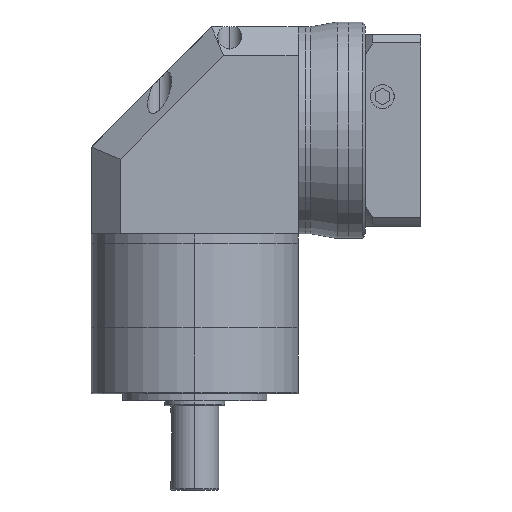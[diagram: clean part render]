
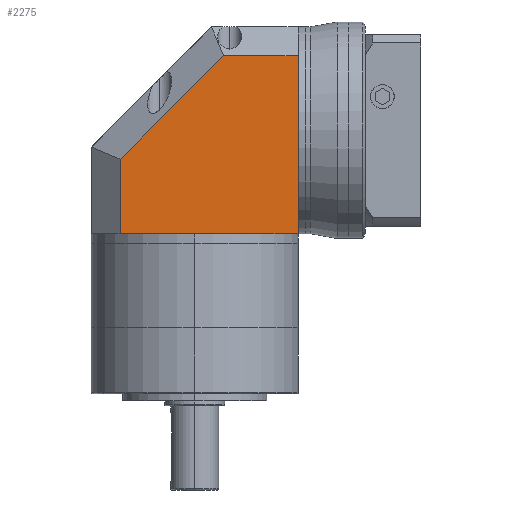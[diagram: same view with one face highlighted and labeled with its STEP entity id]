
A CAD part, left-side view. The second image highlights one B-rep face of the part: STEP entity #2275.
In plain terms, the highlighted planar face has unit normal (-1, 0, 0).
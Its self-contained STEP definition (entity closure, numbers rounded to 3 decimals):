
#3 = VERTEX_POINT ( 'NONE', #5528 ) ;
#162 = LINE ( 'NONE', #8062, #8217 ) ;
#308 = VERTEX_POINT ( 'NONE', #1023 ) ;
#714 = CARTESIAN_POINT ( 'NONE',  ( -43., -43., 86. ) ) ;
#869 = LINE ( 'NONE', #8257, #2488 ) ;
#980 = DIRECTION ( 'NONE',  ( 0., 0., -1. ) ) ;
#1023 = CARTESIAN_POINT ( 'NONE',  ( -43., -11.971, 74. ) ) ;
#1077 = DIRECTION ( 'NONE',  ( 1., 0., 0. ) ) ;
#1091 = EDGE_CURVE ( 'NONE', #308, #7331, #5708, .T. ) ;
#1257 = CARTESIAN_POINT ( 'NONE',  ( -43., -43., 0. ) ) ;
#1509 = DIRECTION ( 'NONE',  ( 0., 0., -1. ) ) ;
#1893 = LINE ( 'NONE', #714, #3755 ) ;
#2275 = ADVANCED_FACE ( 'NONE', ( #5501 ), #6355, .F. ) ;
#2314 = CARTESIAN_POINT ( 'NONE',  ( -43., 0., 0. ) ) ;
#2488 = VECTOR ( 'NONE', #9033, 1000. ) ;
#2745 = EDGE_CURVE ( 'NONE', #3784, #5037, #162, .T. ) ;
#2786 = VECTOR ( 'NONE', #9961, 1000. ) ;
#2897 = CARTESIAN_POINT ( 'NONE',  ( -43., -43., 43. ) ) ;
#3468 = ORIENTED_EDGE ( 'NONE', *, *, #7945, .F. ) ;
#3755 = VECTOR ( 'NONE', #1509, 1000. ) ;
#3766 = CARTESIAN_POINT ( 'NONE',  ( -43., 31., 31.029 ) ) ;
#3784 = VERTEX_POINT ( 'NONE', #2314 ) ;
#3868 = VECTOR ( 'NONE', #5781, 1000. ) ;
#4412 = EDGE_CURVE ( 'NONE', #3, #308, #869, .T. ) ;
#4743 = AXIS2_PLACEMENT_3D ( 'NONE', #6277, #1077, #980 ) ;
#4750 = VERTEX_POINT ( 'NONE', #9493 ) ;
#4893 = VECTOR ( 'NONE', #8660, 1000. ) ;
#5037 = VERTEX_POINT ( 'NONE', #1257 ) ;
#5038 = EDGE_LOOP ( 'NONE', ( #5144, #5319, #9052, #7134, #3468, #6161, #6525 ) ) ;
#5144 = ORIENTED_EDGE ( 'NONE', *, *, #1091, .T. ) ;
#5319 = ORIENTED_EDGE ( 'NONE', *, *, #6289, .T. ) ;
#5501 = FACE_OUTER_BOUND ( 'NONE', #5038, .T. ) ;
#5528 = CARTESIAN_POINT ( 'NONE',  ( -43., -43., 74. ) ) ;
#5708 = LINE ( 'NONE', #5783, #3868 ) ;
#5781 = DIRECTION ( 'NONE',  ( 0., 0.707, -0.707 ) ) ;
#5783 = CARTESIAN_POINT ( 'NONE',  ( -43., 34.515, 27.515 ) ) ;
#6161 = ORIENTED_EDGE ( 'NONE', *, *, #9289, .F. ) ;
#6185 = CARTESIAN_POINT ( 'NONE',  ( -43., -43., 0. ) ) ;
#6277 = CARTESIAN_POINT ( 'NONE',  ( -43., -43., 86. ) ) ;
#6289 = EDGE_CURVE ( 'NONE', #7331, #4750, #6926, .T. ) ;
#6355 = PLANE ( 'NONE',  #4743 ) ;
#6525 = ORIENTED_EDGE ( 'NONE', *, *, #4412, .T. ) ;
#6926 = LINE ( 'NONE', #9434, #4893 ) ;
#6955 = DIRECTION ( 'NONE',  ( 0., -1., 0. ) ) ;
#7134 = ORIENTED_EDGE ( 'NONE', *, *, #2745, .T. ) ;
#7331 = VERTEX_POINT ( 'NONE', #3766 ) ;
#7351 = EDGE_CURVE ( 'NONE', #4750, #3784, #8857, .T. ) ;
#7945 = EDGE_CURVE ( 'NONE', #9638, #5037, #8965, .T. ) ;
#8062 = CARTESIAN_POINT ( 'NONE',  ( -43., -43., 0. ) ) ;
#8217 = VECTOR ( 'NONE', #8803, 1000. ) ;
#8257 = CARTESIAN_POINT ( 'NONE',  ( -43., -43., 74. ) ) ;
#8368 = VECTOR ( 'NONE', #6955, 1000. ) ;
#8660 = DIRECTION ( 'NONE',  ( 0., 0., -1. ) ) ;
#8803 = DIRECTION ( 'NONE',  ( 0., -1., 0. ) ) ;
#8857 = LINE ( 'NONE', #6185, #8368 ) ;
#8965 = LINE ( 'NONE', #9197, #2786 ) ;
#9033 = DIRECTION ( 'NONE',  ( 0., 1., 0. ) ) ;
#9052 = ORIENTED_EDGE ( 'NONE', *, *, #7351, .T. ) ;
#9197 = CARTESIAN_POINT ( 'NONE',  ( -43., -43., 86. ) ) ;
#9289 = EDGE_CURVE ( 'NONE', #3, #9638, #1893, .T. ) ;
#9434 = CARTESIAN_POINT ( 'NONE',  ( -43., 31., 86. ) ) ;
#9493 = CARTESIAN_POINT ( 'NONE',  ( -43., 31., 0. ) ) ;
#9638 = VERTEX_POINT ( 'NONE', #2897 ) ;
#9961 = DIRECTION ( 'NONE',  ( 0., 0., -1. ) ) ;
